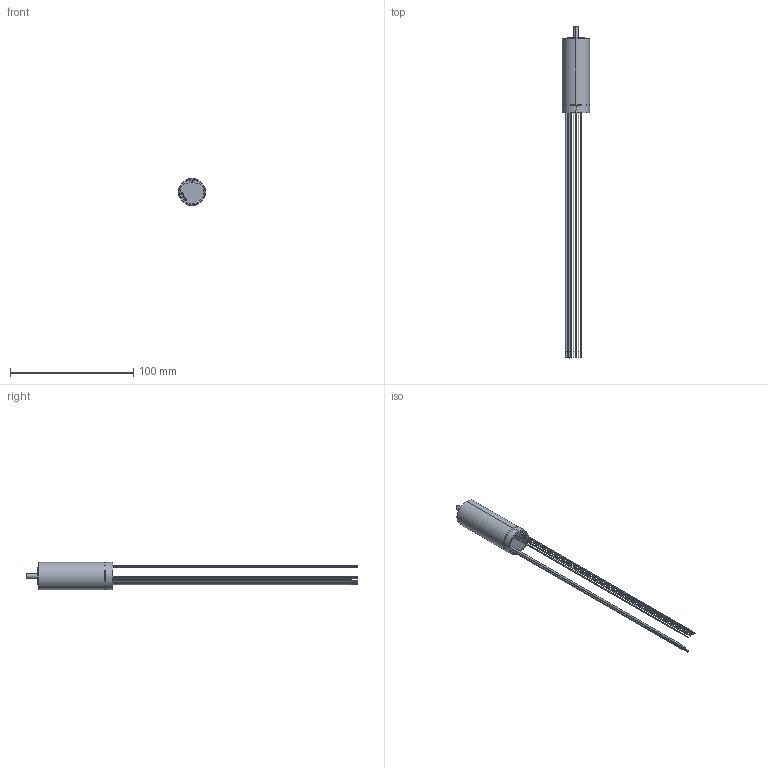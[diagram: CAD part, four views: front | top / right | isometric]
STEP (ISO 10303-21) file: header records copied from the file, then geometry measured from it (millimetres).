
FILE_DESCRIPTION (( 'STEP AP203' ), '1' );
FILE_NAME ('ECH22060.STEP', '2020-04-28T05:14:47', ( 'Sky123.Org' ), ( 'Sky123.Org' ), 'SwSTEP 2.0', 'SolidWorks 2014', '' );
FILE_SCHEMA (( 'CONFIG_CONTROL_DESIGN' ));
Length unit declared in the file: millimetre
Products named in the file (1): ECH22060
Bounding box: 22 x 268.85 x 22 mm (x, y, z)
Surface area: 11106.8 mm2 (no closed solid volume)
Topology: 0 solids, 20 shells, 81 faces, 197 edges, 137 vertices
Faces by surface type: cylinder 55, plane 21, cone 4, bspline 1
Entity records: 2657 total; most frequent: CARTESIAN_POINT 599, DIRECTION 485, ORIENTED_EDGE 317, AXIS2_PLACEMENT_3D 212, EDGE_CURVE 197, VERTEX_POINT 137, CIRCLE 131, EDGE_LOOP 96
